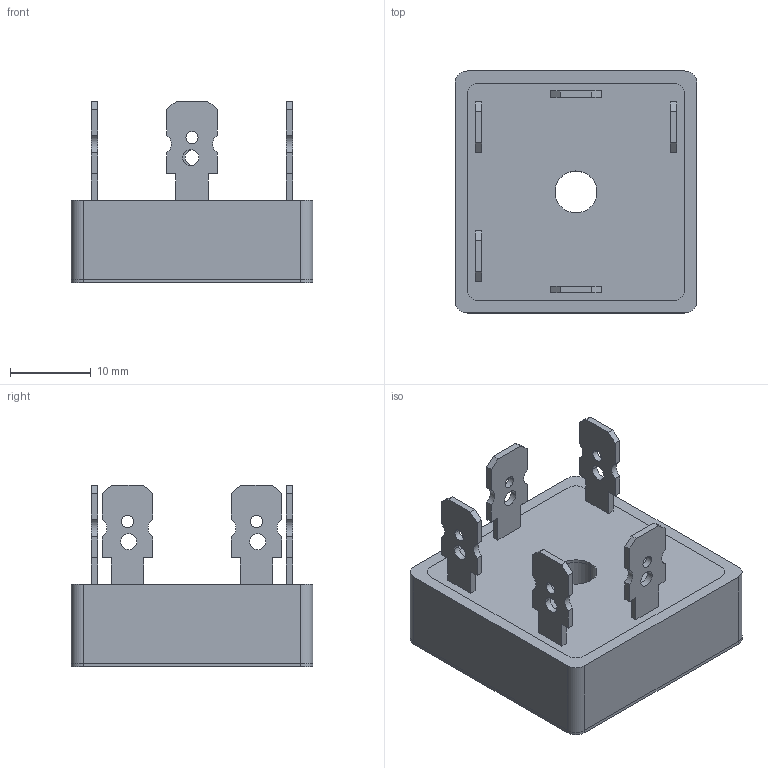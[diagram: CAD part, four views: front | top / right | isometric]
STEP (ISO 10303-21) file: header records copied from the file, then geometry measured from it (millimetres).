
FILE_DESCRIPTION((''),'2;1');
FILE_NAME('SEMIKRON_CASE G11B.stp','2012-04-30T14:39:18',(''),(''),'Mechanical Desktop 2011','Mechanical Desktop 2011',', , ');
FILE_SCHEMA(('AUTOMOTIVE_DESIGN { 1 2 10303 214 1 1 1 1 }'));
Length unit declared in the file: millimetre
Products named in the file (1): Product
Bounding box: 30 x 30 x 22.5 mm (x, y, z)
Volume: 9191.4 mm3; surface area: 8295.8 mm2
Topology: 9 solids, 9 shells, 151 faces, 396 edges, 264 vertices
Faces by surface type: plane 95, cylinder 56
Entity records: 4769 total; most frequent: CARTESIAN_POINT 812, DIRECTION 812, ORIENTED_EDGE 792, EDGE_CURVE 396, VECTOR 284, LINE 284, AXIS2_PLACEMENT_3D 264, VERTEX_POINT 264
